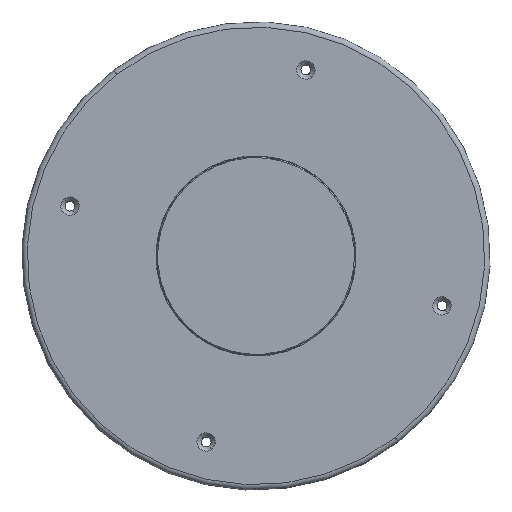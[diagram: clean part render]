
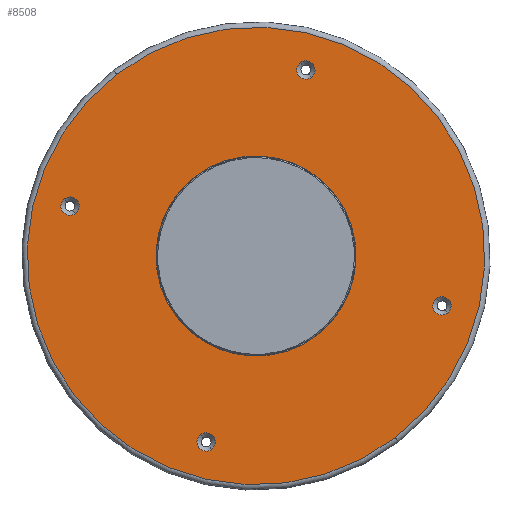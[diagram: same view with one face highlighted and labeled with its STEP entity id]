
A CAD part, left-side view. The second image highlights one B-rep face of the part: STEP entity #8508.
In plain terms, the highlighted planar face has unit normal (-1, 0, 0).
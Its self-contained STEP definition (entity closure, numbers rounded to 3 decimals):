
#17 = FACE_BOUND ( 'NONE', #29354, .T. ) ;
#283 = VERTEX_POINT ( 'NONE', #37841 ) ;
#971 = EDGE_CURVE ( 'NONE', #11347, #25796, #15740, .T. ) ;
#1776 = ORIENTED_EDGE ( 'NONE', *, *, #17876, .T. ) ;
#2086 = CARTESIAN_POINT ( 'NONE',  ( -24.6, -23.035, 85.967 ) ) ;
#2090 = CARTESIAN_POINT ( 'NONE',  ( -24.6, 85.967, 23.035 ) ) ;
#2338 = DIRECTION ( 'NONE',  ( 0., -0.609, -0.793 ) ) ;
#2350 = CARTESIAN_POINT ( 'NONE',  ( -24.6, 85.967, 23.035 ) ) ;
#2352 = VERTEX_POINT ( 'NONE', #37487 ) ;
#2388 = CARTESIAN_POINT ( 'NONE',  ( -24.6, -85.967, -23.035 ) ) ;
#2443 = DIRECTION ( 'NONE',  ( 0., -0.609, -0.793 ) ) ;
#2649 = DIRECTION ( 'NONE',  ( 0., -0.609, -0.793 ) ) ;
#3193 = VERTEX_POINT ( 'NONE', #35467 ) ;
#3512 = DIRECTION ( 'NONE',  ( 1., 0., 0. ) ) ;
#3803 = DIRECTION ( 'NONE',  ( 1., 0., 0. ) ) ;
#4413 = ORIENTED_EDGE ( 'NONE', *, *, #5978, .T. ) ;
#5591 = EDGE_LOOP ( 'NONE', ( #13823, #33255 ) ) ;
#5978 = EDGE_CURVE ( 'NONE', #25796, #11347, #20597, .T. ) ;
#5982 = CIRCLE ( 'NONE', #22572, 46.25 ) ;
#6086 = DIRECTION ( 'NONE',  ( 0., -0.609, -0.793 ) ) ;
#6165 = FACE_BOUND ( 'NONE', #5591, .T. ) ;
#6288 = AXIS2_PLACEMENT_3D ( 'NONE', #6577, #3803, #31111 ) ;
#6504 = ORIENTED_EDGE ( 'NONE', *, *, #25674, .T. ) ;
#6556 = ORIENTED_EDGE ( 'NONE', *, *, #18801, .T. ) ;
#6577 = CARTESIAN_POINT ( 'NONE',  ( -24.6, 23.035, -85.967 ) ) ;
#7735 = VERTEX_POINT ( 'NONE', #12244 ) ;
#7855 = VERTEX_POINT ( 'NONE', #33871 ) ;
#8508 = ADVANCED_FACE ( 'NONE', ( #38752, #24619, #30748, #17, #17951, #6165 ), #29464, .T. ) ;
#8704 = CARTESIAN_POINT ( 'NONE',  ( -24.6, 0., 0. ) ) ;
#8843 = CIRCLE ( 'NONE', #30954, 4.25 ) ;
#9613 = AXIS2_PLACEMENT_3D ( 'NONE', #24166, #27169, #6086 ) ;
#10108 = EDGE_CURVE ( 'NONE', #38988, #13440, #38225, .T. ) ;
#11244 = DIRECTION ( 'NONE',  ( 0., -0.609, -0.793 ) ) ;
#11252 = DIRECTION ( 'NONE',  ( 0., -0.609, -0.793 ) ) ;
#11325 = CARTESIAN_POINT ( 'NONE',  ( -24.6, -28.155, -36.693 ) ) ;
#11328 = DIRECTION ( 'NONE',  ( 0., -0.609, -0.793 ) ) ;
#11337 = CARTESIAN_POINT ( 'NONE',  ( -24.6, -36.693, 28.155 ) ) ;
#11347 = VERTEX_POINT ( 'NONE', #35089 ) ;
#11812 = CARTESIAN_POINT ( 'NONE',  ( -24.6, 83.38, 19.663 ) ) ;
#12078 = CARTESIAN_POINT ( 'NONE',  ( -24.6, -88.555, -26.407 ) ) ;
#12244 = CARTESIAN_POINT ( 'NONE',  ( -24.6, -64.377, -83.897 ) ) ;
#12409 = EDGE_CURVE ( 'NONE', #18534, #39184, #28908, .T. ) ;
#13432 = AXIS2_PLACEMENT_3D ( 'NONE', #11337, #23409, #2443 ) ;
#13440 = VERTEX_POINT ( 'NONE', #15243 ) ;
#13542 = CIRCLE ( 'NONE', #14001, 105.75 ) ;
#13823 = ORIENTED_EDGE ( 'NONE', *, *, #12409, .F. ) ;
#14001 = AXIS2_PLACEMENT_3D ( 'NONE', #33373, #36425, #36821 ) ;
#14325 = AXIS2_PLACEMENT_3D ( 'NONE', #8704, #35624, #37866 ) ;
#14501 = DIRECTION ( 'NONE',  ( 0., -0.609, -0.793 ) ) ;
#15038 = CARTESIAN_POINT ( 'NONE',  ( -24.6, -20.448, 89.339 ) ) ;
#15127 = AXIS2_PLACEMENT_3D ( 'NONE', #37619, #35091, #28857 ) ;
#15187 = EDGE_LOOP ( 'NONE', ( #30816, #19251 ) ) ;
#15243 = CARTESIAN_POINT ( 'NONE',  ( -24.6, 88.555, 26.407 ) ) ;
#15483 = CIRCLE ( 'NONE', #19998, 4.25 ) ;
#15740 = CIRCLE ( 'NONE', #37497, 4.25 ) ;
#17201 = CIRCLE ( 'NONE', #15127, 4.25 ) ;
#17655 = CIRCLE ( 'NONE', #6288, 4.25 ) ;
#17687 = DIRECTION ( 'NONE',  ( 1., 0., 0. ) ) ;
#17876 = EDGE_CURVE ( 'NONE', #13440, #38988, #15483, .T. ) ;
#17951 = FACE_OUTER_BOUND ( 'NONE', #38600, .T. ) ;
#18534 = VERTEX_POINT ( 'NONE', #11325 ) ;
#18780 = CIRCLE ( 'NONE', #22048, 4.25 ) ;
#18801 = EDGE_CURVE ( 'NONE', #283, #7735, #38587, .T. ) ;
#19251 = ORIENTED_EDGE ( 'NONE', *, *, #31737, .T. ) ;
#19997 = AXIS2_PLACEMENT_3D ( 'NONE', #2090, #38256, #11244 ) ;
#19998 = AXIS2_PLACEMENT_3D ( 'NONE', #2350, #20144, #11252 ) ;
#20144 = DIRECTION ( 'NONE',  ( 1., 0., 0. ) ) ;
#20597 = CIRCLE ( 'NONE', #9613, 4.25 ) ;
#21554 = CARTESIAN_POINT ( 'NONE',  ( -24.6, 23.035, -85.967 ) ) ;
#21684 = VERTEX_POINT ( 'NONE', #12078 ) ;
#22048 = AXIS2_PLACEMENT_3D ( 'NONE', #21554, #3512, #27620 ) ;
#22193 = ORIENTED_EDGE ( 'NONE', *, *, #25922, .T. ) ;
#22343 = EDGE_CURVE ( 'NONE', #39184, #18534, #5982, .T. ) ;
#22572 = AXIS2_PLACEMENT_3D ( 'NONE', #35064, #35185, #11328 ) ;
#23204 = ORIENTED_EDGE ( 'NONE', *, *, #10108, .T. ) ;
#23409 = DIRECTION ( 'NONE',  ( -1., 0., 0. ) ) ;
#23428 = DIRECTION ( 'NONE',  ( -1., 0., 0. ) ) ;
#24166 = CARTESIAN_POINT ( 'NONE',  ( -24.6, -23.035, 85.967 ) ) ;
#24619 = FACE_BOUND ( 'NONE', #31929, .T. ) ;
#24965 = CARTESIAN_POINT ( 'NONE',  ( -24.6, 28.155, 36.693 ) ) ;
#25307 = AXIS2_PLACEMENT_3D ( 'NONE', #36121, #23428, #14501 ) ;
#25674 = EDGE_CURVE ( 'NONE', #21684, #2352, #8843, .T. ) ;
#25796 = VERTEX_POINT ( 'NONE', #15038 ) ;
#25922 = EDGE_CURVE ( 'NONE', #7735, #283, #13542, .T. ) ;
#26606 = DIRECTION ( 'NONE',  ( 1., 0., 0. ) ) ;
#27169 = DIRECTION ( 'NONE',  ( 1., 0., 0. ) ) ;
#27620 = DIRECTION ( 'NONE',  ( 0., -0.609, -0.793 ) ) ;
#28857 = DIRECTION ( 'NONE',  ( 0., -0.609, -0.793 ) ) ;
#28908 = CIRCLE ( 'NONE', #25307, 46.25 ) ;
#29354 = EDGE_LOOP ( 'NONE', ( #23204, #1776 ) ) ;
#29464 = PLANE ( 'NONE',  #13432 ) ;
#29793 = ORIENTED_EDGE ( 'NONE', *, *, #971, .T. ) ;
#29794 = EDGE_LOOP ( 'NONE', ( #6504, #35184 ) ) ;
#30748 = FACE_BOUND ( 'NONE', #29794, .T. ) ;
#30816 = ORIENTED_EDGE ( 'NONE', *, *, #34684, .T. ) ;
#30954 = AXIS2_PLACEMENT_3D ( 'NONE', #2388, #17687, #2649 ) ;
#31111 = DIRECTION ( 'NONE',  ( 0., -0.609, -0.793 ) ) ;
#31737 = EDGE_CURVE ( 'NONE', #3193, #7855, #18780, .T. ) ;
#31929 = EDGE_LOOP ( 'NONE', ( #29793, #4413 ) ) ;
#33255 = ORIENTED_EDGE ( 'NONE', *, *, #22343, .F. ) ;
#33373 = CARTESIAN_POINT ( 'NONE',  ( -24.6, 0., 0. ) ) ;
#33871 = CARTESIAN_POINT ( 'NONE',  ( -24.6, 20.448, -89.339 ) ) ;
#34329 = EDGE_CURVE ( 'NONE', #2352, #21684, #17201, .T. ) ;
#34684 = EDGE_CURVE ( 'NONE', #7855, #3193, #17655, .T. ) ;
#35064 = CARTESIAN_POINT ( 'NONE',  ( -24.6, 0., 0. ) ) ;
#35089 = CARTESIAN_POINT ( 'NONE',  ( -24.6, -25.622, 82.596 ) ) ;
#35091 = DIRECTION ( 'NONE',  ( 1., 0., 0. ) ) ;
#35184 = ORIENTED_EDGE ( 'NONE', *, *, #34329, .T. ) ;
#35185 = DIRECTION ( 'NONE',  ( -1., 0., 0. ) ) ;
#35467 = CARTESIAN_POINT ( 'NONE',  ( -24.6, 25.622, -82.596 ) ) ;
#35624 = DIRECTION ( 'NONE',  ( -1., 0., 0. ) ) ;
#36121 = CARTESIAN_POINT ( 'NONE',  ( -24.6, 0., 0. ) ) ;
#36425 = DIRECTION ( 'NONE',  ( -1., 0., 0. ) ) ;
#36821 = DIRECTION ( 'NONE',  ( 0., -0.609, -0.793 ) ) ;
#37487 = CARTESIAN_POINT ( 'NONE',  ( -24.6, -83.38, -19.663 ) ) ;
#37497 = AXIS2_PLACEMENT_3D ( 'NONE', #2086, #26606, #2338 ) ;
#37619 = CARTESIAN_POINT ( 'NONE',  ( -24.6, -85.967, -23.035 ) ) ;
#37841 = CARTESIAN_POINT ( 'NONE',  ( -24.6, 64.377, 83.897 ) ) ;
#37866 = DIRECTION ( 'NONE',  ( 0., -0.609, -0.793 ) ) ;
#38225 = CIRCLE ( 'NONE', #19997, 4.25 ) ;
#38256 = DIRECTION ( 'NONE',  ( 1., 0., 0. ) ) ;
#38587 = CIRCLE ( 'NONE', #14325, 105.75 ) ;
#38600 = EDGE_LOOP ( 'NONE', ( #22193, #6556 ) ) ;
#38752 = FACE_BOUND ( 'NONE', #15187, .T. ) ;
#38988 = VERTEX_POINT ( 'NONE', #11812 ) ;
#39184 = VERTEX_POINT ( 'NONE', #24965 ) ;
